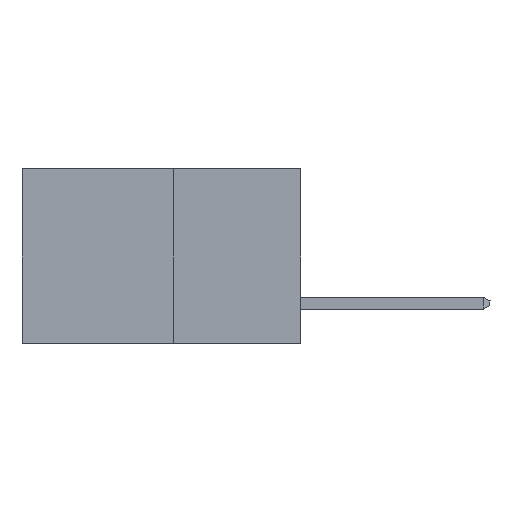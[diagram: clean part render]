
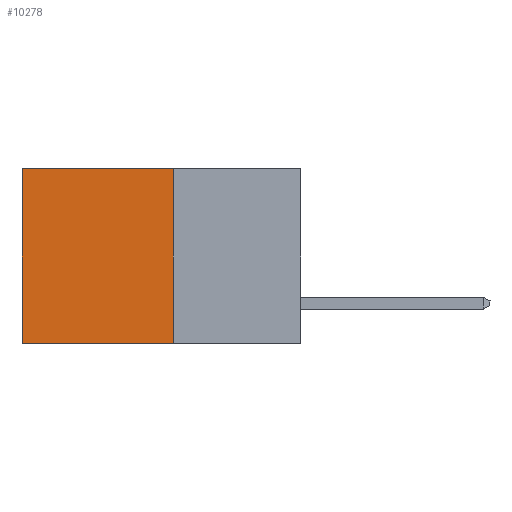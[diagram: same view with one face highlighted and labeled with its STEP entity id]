
A CAD part, left-side view. The second image highlights one B-rep face of the part: STEP entity #10278.
In plain terms, the highlighted planar face has unit normal (-1, 0, 0).
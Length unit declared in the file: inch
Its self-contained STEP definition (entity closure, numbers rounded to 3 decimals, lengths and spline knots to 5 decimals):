
#306 = FACE_OUTER_BOUND ( 'NONE', #8267, .T. ) ;
#517 = ORIENTED_EDGE ( 'NONE', *, *, #1684, .F. ) ;
#975 = AXIS2_PLACEMENT_3D ( 'NONE', #4205, #12144, #6201 ) ;
#1472 = VECTOR ( 'NONE', #2123, 39.37008 ) ;
#1684 = EDGE_CURVE ( 'NONE', #2818, #11358, #11176, .T. ) ;
#1925 = EDGE_CURVE ( 'NONE', #4532, #2818, #5411, .T. ) ;
#1984 = DIRECTION ( 'NONE',  ( 0., 1., 0. ) ) ;
#2123 = DIRECTION ( 'NONE',  ( 0., 0., -1. ) ) ;
#2377 = CARTESIAN_POINT ( 'NONE',  ( 0.277, 0.27, -0.37 ) ) ;
#2724 = VECTOR ( 'NONE', #8726, 39.37008 ) ;
#2818 = VERTEX_POINT ( 'NONE', #2377 ) ;
#3183 = VERTEX_POINT ( 'NONE', #3684 ) ;
#3380 = VECTOR ( 'NONE', #1984, 39.37008 ) ;
#3684 = CARTESIAN_POINT ( 'NONE',  ( 0.277, 0.59, 0. ) ) ;
#4046 = CARTESIAN_POINT ( 'NONE',  ( 0.277, 0.27, -0.37 ) ) ;
#4205 = CARTESIAN_POINT ( 'NONE',  ( 0.277, 0.27, -0.37 ) ) ;
#4532 = VERTEX_POINT ( 'NONE', #10242 ) ;
#4919 = EDGE_CURVE ( 'NONE', #3183, #11358, #6483, .T. ) ;
#5411 = LINE ( 'NONE', #4046, #2724 ) ;
#6166 = ORIENTED_EDGE ( 'NONE', *, *, #12574, .T. ) ;
#6201 = DIRECTION ( 'NONE',  ( 0., 0., -1. ) ) ;
#6483 = LINE ( 'NONE', #8907, #1472 ) ;
#7948 = CARTESIAN_POINT ( 'NONE',  ( 0.277, 0.59, -0.37 ) ) ;
#7988 = CARTESIAN_POINT ( 'NONE',  ( 0.277, 0.27, -0.37 ) ) ;
#8191 = PLANE ( 'NONE',  #975 ) ;
#8222 = ORIENTED_EDGE ( 'NONE', *, *, #4919, .T. ) ;
#8267 = EDGE_LOOP ( 'NONE', ( #8222, #517, #8525, #6166 ) ) ;
#8525 = ORIENTED_EDGE ( 'NONE', *, *, #1925, .F. ) ;
#8541 = VECTOR ( 'NONE', #11421, 39.37008 ) ;
#8726 = DIRECTION ( 'NONE',  ( 0., 0., -1. ) ) ;
#8907 = CARTESIAN_POINT ( 'NONE',  ( 0.277, 0.59, -0.37 ) ) ;
#9343 = LINE ( 'NONE', #11927, #3380 ) ;
#10242 = CARTESIAN_POINT ( 'NONE',  ( 0.277, 0.27, 0. ) ) ;
#10278 = ADVANCED_FACE ( 'NONE', ( #306 ), #8191, .F. ) ;
#11176 = LINE ( 'NONE', #7988, #8541 ) ;
#11358 = VERTEX_POINT ( 'NONE', #7948 ) ;
#11421 = DIRECTION ( 'NONE',  ( 0., 1., 0. ) ) ;
#11927 = CARTESIAN_POINT ( 'NONE',  ( 0.277, 0.27, 0. ) ) ;
#12144 = DIRECTION ( 'NONE',  ( 1., 0., 0. ) ) ;
#12574 = EDGE_CURVE ( 'NONE', #4532, #3183, #9343, .T. ) ;
